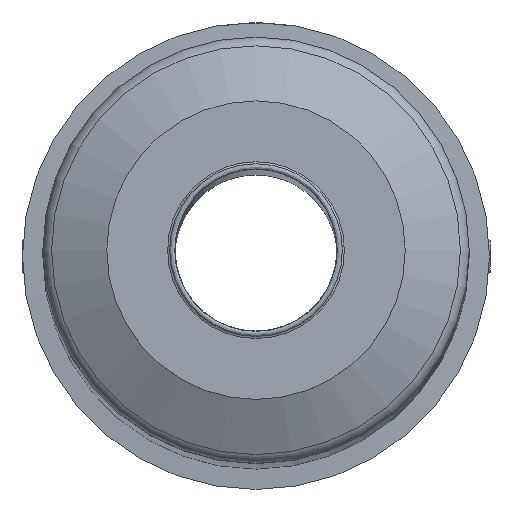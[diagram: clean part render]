
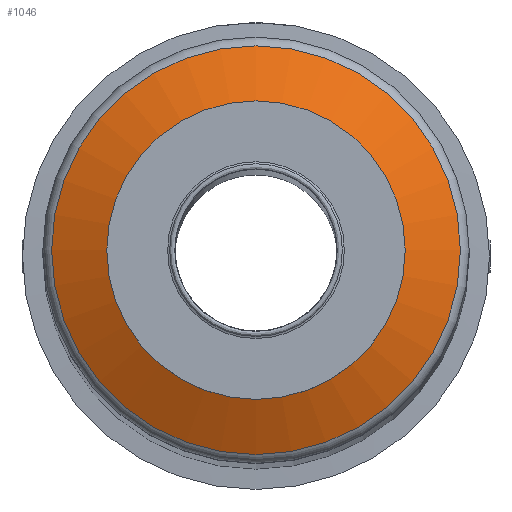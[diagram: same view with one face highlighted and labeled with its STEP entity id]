
A CAD part, top view. The second image highlights one B-rep face of the part: STEP entity #1046.
In plain terms, the highlighted conical face has half-angle 65 degrees and reference radius 14.7 mm.
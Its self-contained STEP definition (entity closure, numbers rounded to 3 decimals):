
#36=CONICAL_SURFACE('',#1125,14.7,1.134);
#248=ORIENTED_EDGE('',*,*,#335,.F.);
#249=ORIENTED_EDGE('',*,*,#290,.T.);
#290=EDGE_CURVE('',#364,#364,#416,.T.);
#335=EDGE_CURVE('',#397,#397,#431,.T.);
#364=VERTEX_POINT('',#1451);
#397=VERTEX_POINT('',#1563);
#416=CIRCLE('',#1074,14.7);
#431=CIRCLE('',#1123,20.134);
#510=EDGE_LOOP('',(#248));
#511=EDGE_LOOP('',(#249));
#602=FACE_BOUND('',#510,.T.);
#603=FACE_BOUND('',#511,.T.);
#1046=ADVANCED_FACE('',(#602,#603),#36,.T.);
#1074=AXIS2_PLACEMENT_3D('',#1450,#1177,#1178);
#1123=AXIS2_PLACEMENT_3D('',#1562,#1305,#1306);
#1125=AXIS2_PLACEMENT_3D('',#1566,#1309,#1310);
#1177=DIRECTION('',(0.,0.,-1.));
#1178=DIRECTION('',(-1.,0.,0.));
#1305=DIRECTION('',(0.,0.,-1.));
#1306=DIRECTION('',(-1.,0.,0.));
#1309=DIRECTION('',(0.,0.,-1.));
#1310=DIRECTION('',(-1.,0.,0.));
#1450=CARTESIAN_POINT('',(0.,0.,341.874));
#1451=CARTESIAN_POINT('',(-14.7,0.,341.874));
#1562=CARTESIAN_POINT('',(0.,0.,339.34));
#1563=CARTESIAN_POINT('',(-20.134,0.,339.34));
#1566=CARTESIAN_POINT('',(0.,0.,341.874));
